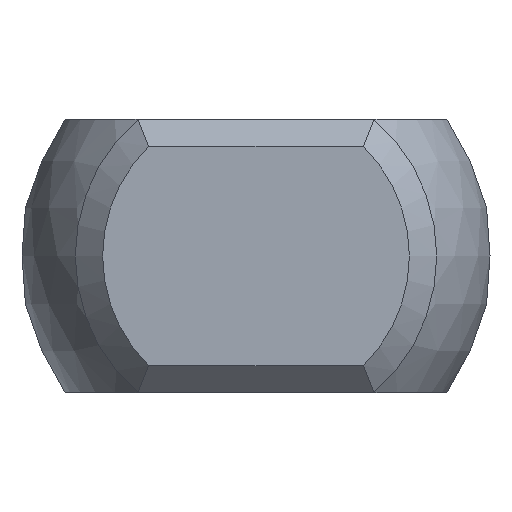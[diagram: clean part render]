
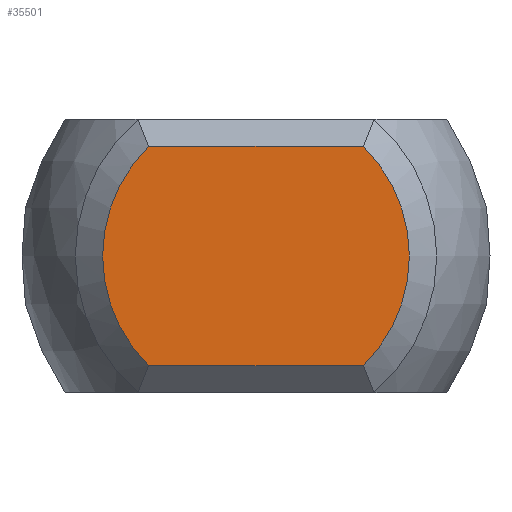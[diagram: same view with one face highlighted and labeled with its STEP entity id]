
A CAD part, left-side view. The second image highlights one B-rep face of the part: STEP entity #35501.
In plain terms, the highlighted planar face has unit normal (-1, 0, 0).
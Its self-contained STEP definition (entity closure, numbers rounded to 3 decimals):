
#33912 = PLANE('',#33913);
#33913 = AXIS2_PLACEMENT_3D('',#33914,#33915,#33916);
#33914 = CARTESIAN_POINT('',(-24.75,3.125,2.25));
#33915 = DIRECTION('',(-0.707,0.,0.707));
#33916 = DIRECTION('',(0.707,0.,0.707));
#35145 = EDGE_CURVE('',#35146,#35148,#35150,.T.);
#35146 = VERTEX_POINT('',#35147);
#35147 = CARTESIAN_POINT('',(-25.,-1.96,-2.));
#35148 = VERTEX_POINT('',#35149);
#35149 = CARTESIAN_POINT('',(-25.,1.96,-2.));
#35150 = SURFACE_CURVE('',#35151,(#35155,#35167),.PCURVE_S1.);
#35151 = LINE('',#35152,#35153);
#35152 = CARTESIAN_POINT('',(-25.,-3.125,-2.));
#35153 = VECTOR('',#35154,1.);
#35154 = DIRECTION('',(0.,1.,0.));
#35155 = PCURVE('',#35156,#35161);
#35156 = PLANE('',#35157);
#35157 = AXIS2_PLACEMENT_3D('',#35158,#35159,#35160);
#35158 = CARTESIAN_POINT('',(-24.75,-3.125,-2.25));
#35159 = DIRECTION('',(-0.707,0.,
    -0.707));
#35160 = DIRECTION('',(-0.707,0.,0.707));
#35161 = DEFINITIONAL_REPRESENTATION('',(#35162),#35166);
#35162 = LINE('',#35163,#35164);
#35163 = CARTESIAN_POINT('',(0.354,0.));
#35164 = VECTOR('',#35165,1.);
#35165 = DIRECTION('',(0.,1.));
#35166 = ( GEOMETRIC_REPRESENTATION_CONTEXT(2) 
PARAMETRIC_REPRESENTATION_CONTEXT() REPRESENTATION_CONTEXT('2D SPACE',''
  ) );
#35167 = PCURVE('',#35168,#35173);
#35168 = PLANE('',#35169);
#35169 = AXIS2_PLACEMENT_3D('',#35170,#35171,#35172);
#35170 = CARTESIAN_POINT('',(-25.,0.,0.));
#35171 = DIRECTION('',(1.,0.,0.));
#35172 = DIRECTION('',(0.,0.,-1.));
#35173 = DEFINITIONAL_REPRESENTATION('',(#35174),#35178);
#35174 = LINE('',#35175,#35176);
#35175 = CARTESIAN_POINT('',(2.,-3.125));
#35176 = VECTOR('',#35177,1.);
#35177 = DIRECTION('',(0.,1.));
#35178 = ( GEOMETRIC_REPRESENTATION_CONTEXT(2) 
PARAMETRIC_REPRESENTATION_CONTEXT() REPRESENTATION_CONTEXT('2D SPACE',''
  ) );
#35198 = CONICAL_SURFACE('',#35199,3.05,0.785);
#35199 = AXIS2_PLACEMENT_3D('',#35200,#35201,#35202);
#35200 = CARTESIAN_POINT('',(-24.75,0.,0.));
#35201 = DIRECTION('',(1.,0.,0.));
#35202 = DIRECTION('',(-0.,1.,0.));
#35248 = CONICAL_SURFACE('',#35249,3.05,0.785);
#35249 = AXIS2_PLACEMENT_3D('',#35250,#35251,#35252);
#35250 = CARTESIAN_POINT('',(-24.75,0.,0.));
#35251 = DIRECTION('',(1.,0.,0.));
#35252 = DIRECTION('',(0.,-1.,0.));
#35262 = EDGE_CURVE('',#35263,#35265,#35267,.T.);
#35263 = VERTEX_POINT('',#35264);
#35264 = CARTESIAN_POINT('',(-25.,1.96,2.));
#35265 = VERTEX_POINT('',#35266);
#35266 = CARTESIAN_POINT('',(-25.,-1.96,2.));
#35267 = SURFACE_CURVE('',#35268,(#35272,#35279),.PCURVE_S1.);
#35268 = LINE('',#35269,#35270);
#35269 = CARTESIAN_POINT('',(-25.,3.125,2.));
#35270 = VECTOR('',#35271,1.);
#35271 = DIRECTION('',(0.,-1.,0.));
#35272 = PCURVE('',#33912,#35273);
#35273 = DEFINITIONAL_REPRESENTATION('',(#35274),#35278);
#35274 = LINE('',#35275,#35276);
#35275 = CARTESIAN_POINT('',(-0.354,0.));
#35276 = VECTOR('',#35277,1.);
#35277 = DIRECTION('',(0.,-1.));
#35278 = ( GEOMETRIC_REPRESENTATION_CONTEXT(2) 
PARAMETRIC_REPRESENTATION_CONTEXT() REPRESENTATION_CONTEXT('2D SPACE',''
  ) );
#35279 = PCURVE('',#35168,#35280);
#35280 = DEFINITIONAL_REPRESENTATION('',(#35281),#35285);
#35281 = LINE('',#35282,#35283);
#35282 = CARTESIAN_POINT('',(-2.,3.125));
#35283 = VECTOR('',#35284,1.);
#35284 = DIRECTION('',(0.,-1.));
#35285 = ( GEOMETRIC_REPRESENTATION_CONTEXT(2) 
PARAMETRIC_REPRESENTATION_CONTEXT() REPRESENTATION_CONTEXT('2D SPACE',''
  ) );
#35358 = EDGE_CURVE('',#35265,#35146,#35359,.T.);
#35359 = SURFACE_CURVE('',#35360,(#35365,#35372),.PCURVE_S1.);
#35360 = CIRCLE('',#35361,2.8);
#35361 = AXIS2_PLACEMENT_3D('',#35362,#35363,#35364);
#35362 = CARTESIAN_POINT('',(-25.,0.,0.));
#35363 = DIRECTION('',(1.,0.,0.));
#35364 = DIRECTION('',(0.,-1.,0.));
#35365 = PCURVE('',#35248,#35366);
#35366 = DEFINITIONAL_REPRESENTATION('',(#35367),#35371);
#35367 = LINE('',#35368,#35369);
#35368 = CARTESIAN_POINT('',(-6.283,-0.25));
#35369 = VECTOR('',#35370,1.);
#35370 = DIRECTION('',(1.,0.));
#35371 = ( GEOMETRIC_REPRESENTATION_CONTEXT(2) 
PARAMETRIC_REPRESENTATION_CONTEXT() REPRESENTATION_CONTEXT('2D SPACE',''
  ) );
#35372 = PCURVE('',#35168,#35373);
#35373 = DEFINITIONAL_REPRESENTATION('',(#35374),#35378);
#35374 = CIRCLE('',#35375,2.8);
#35375 = AXIS2_PLACEMENT_2D('',#35376,#35377);
#35376 = CARTESIAN_POINT('',(0.,0.));
#35377 = DIRECTION('',(0.,-1.));
#35378 = ( GEOMETRIC_REPRESENTATION_CONTEXT(2) 
PARAMETRIC_REPRESENTATION_CONTEXT() REPRESENTATION_CONTEXT('2D SPACE',''
  ) );
#35384 = EDGE_CURVE('',#35148,#35263,#35385,.T.);
#35385 = SURFACE_CURVE('',#35386,(#35391,#35398),.PCURVE_S1.);
#35386 = CIRCLE('',#35387,2.8);
#35387 = AXIS2_PLACEMENT_3D('',#35388,#35389,#35390);
#35388 = CARTESIAN_POINT('',(-25.,0.,0.));
#35389 = DIRECTION('',(1.,0.,0.));
#35390 = DIRECTION('',(-0.,1.,0.));
#35391 = PCURVE('',#35198,#35392);
#35392 = DEFINITIONAL_REPRESENTATION('',(#35393),#35397);
#35393 = LINE('',#35394,#35395);
#35394 = CARTESIAN_POINT('',(0.,-0.25));
#35395 = VECTOR('',#35396,1.);
#35396 = DIRECTION('',(1.,0.));
#35397 = ( GEOMETRIC_REPRESENTATION_CONTEXT(2) 
PARAMETRIC_REPRESENTATION_CONTEXT() REPRESENTATION_CONTEXT('2D SPACE',''
  ) );
#35398 = PCURVE('',#35168,#35399);
#35399 = DEFINITIONAL_REPRESENTATION('',(#35400),#35404);
#35400 = CIRCLE('',#35401,2.8);
#35401 = AXIS2_PLACEMENT_2D('',#35402,#35403);
#35402 = CARTESIAN_POINT('',(0.,0.));
#35403 = DIRECTION('',(0.,1.));
#35404 = ( GEOMETRIC_REPRESENTATION_CONTEXT(2) 
PARAMETRIC_REPRESENTATION_CONTEXT() REPRESENTATION_CONTEXT('2D SPACE',''
  ) );
#35501 = ADVANCED_FACE('',(#35502),#35168,.F.);
#35502 = FACE_BOUND('',#35503,.T.);
#35503 = EDGE_LOOP('',(#35504,#35505,#35506,#35507));
#35504 = ORIENTED_EDGE('',*,*,#35262,.F.);
#35505 = ORIENTED_EDGE('',*,*,#35384,.F.);
#35506 = ORIENTED_EDGE('',*,*,#35145,.F.);
#35507 = ORIENTED_EDGE('',*,*,#35358,.F.);
